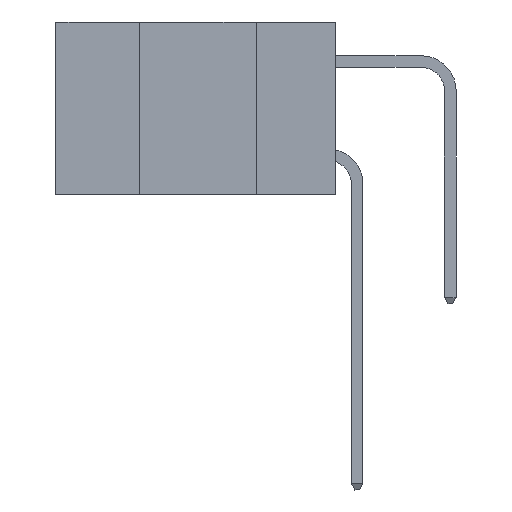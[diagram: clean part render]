
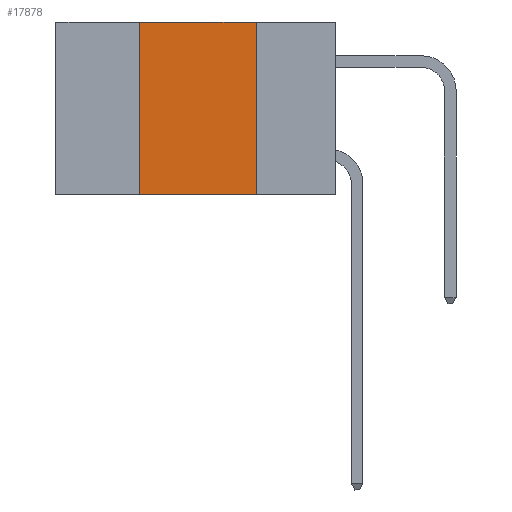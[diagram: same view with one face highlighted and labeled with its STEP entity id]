
A CAD part, left-side view. The second image highlights one B-rep face of the part: STEP entity #17878.
In plain terms, the highlighted planar face has unit normal (-1, 0, 0).
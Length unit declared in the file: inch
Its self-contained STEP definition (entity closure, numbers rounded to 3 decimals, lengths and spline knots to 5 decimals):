
#171 = LINE ( 'NONE', #4317, #18057 ) ;
#1471 = AXIS2_PLACEMENT_3D ( 'NONE', #14187, #19334, #9076 ) ;
#2153 = CARTESIAN_POINT ( 'NONE',  ( 0., 0.6, -0.37 ) ) ;
#2696 = CARTESIAN_POINT ( 'NONE',  ( 0., 0.6, 0. ) ) ;
#4317 = CARTESIAN_POINT ( 'NONE',  ( 0., 0.42, 0. ) ) ;
#4446 = FACE_OUTER_BOUND ( 'NONE', #4747, .T. ) ;
#4469 = DIRECTION ( 'NONE',  ( 0., -1., 0. ) ) ;
#4747 = EDGE_LOOP ( 'NONE', ( #7221, #7474, #7588, #7736 ) ) ;
#5018 = EDGE_CURVE ( 'NONE', #21563, #21322, #171, .T. ) ;
#7202 = LINE ( 'NONE', #19528, #15817 ) ;
#7221 = ORIENTED_EDGE ( 'NONE', *, *, #8073, .F. ) ;
#7260 = VERTEX_POINT ( 'NONE', #20662 ) ;
#7347 = PLANE ( 'NONE',  #1471 ) ;
#7392 = VECTOR ( 'NONE', #21104, 39.37008 ) ;
#7474 = ORIENTED_EDGE ( 'NONE', *, *, #11460, .F. ) ;
#7588 = ORIENTED_EDGE ( 'NONE', *, *, #5018, .F. ) ;
#7736 = ORIENTED_EDGE ( 'NONE', *, *, #19269, .T. ) ;
#8073 = EDGE_CURVE ( 'NONE', #9159, #7260, #7202, .T. ) ;
#8351 = VECTOR ( 'NONE', #4469, 39.37008 ) ;
#8885 = LINE ( 'NONE', #2696, #8351 ) ;
#9076 = DIRECTION ( 'NONE',  ( 0., 0., -1. ) ) ;
#9159 = VERTEX_POINT ( 'NONE', #10425 ) ;
#10425 = CARTESIAN_POINT ( 'NONE',  ( 0., 0.17, 0. ) ) ;
#10990 = DIRECTION ( 'NONE',  ( 0., 0., -1. ) ) ;
#11460 = EDGE_CURVE ( 'NONE', #21322, #9159, #8885, .T. ) ;
#13918 = CARTESIAN_POINT ( 'NONE',  ( 0., 0.42, -0.37 ) ) ;
#14187 = CARTESIAN_POINT ( 'NONE',  ( 0., 0.6, 0. ) ) ;
#14669 = DIRECTION ( 'NONE',  ( 0., 0., 1. ) ) ;
#15817 = VECTOR ( 'NONE', #10990, 39.37008 ) ;
#17878 = ADVANCED_FACE ( 'NONE', ( #4446 ), #7347, .F. ) ;
#18057 = VECTOR ( 'NONE', #14669, 39.37008 ) ;
#19269 = EDGE_CURVE ( 'NONE', #21563, #7260, #21023, .T. ) ;
#19334 = DIRECTION ( 'NONE',  ( 1., 0., 0. ) ) ;
#19528 = CARTESIAN_POINT ( 'NONE',  ( 0., 0.17, 0. ) ) ;
#20662 = CARTESIAN_POINT ( 'NONE',  ( 0., 0.17, -0.37 ) ) ;
#21023 = LINE ( 'NONE', #2153, #7392 ) ;
#21104 = DIRECTION ( 'NONE',  ( 0., -1., 0. ) ) ;
#21322 = VERTEX_POINT ( 'NONE', #21691 ) ;
#21563 = VERTEX_POINT ( 'NONE', #13918 ) ;
#21691 = CARTESIAN_POINT ( 'NONE',  ( 0., 0.42, 0. ) ) ;
